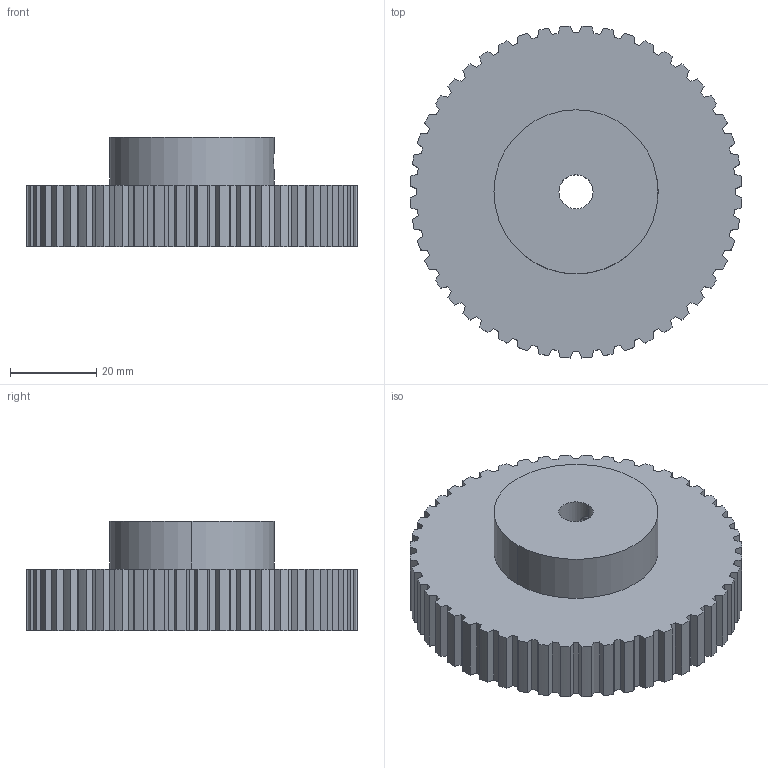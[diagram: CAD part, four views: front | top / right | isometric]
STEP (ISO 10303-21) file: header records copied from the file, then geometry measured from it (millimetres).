
FILE_DESCRIPTION (( 'STEP AP203' ), '1' );
FILE_NAME ('6495K731.step', '2016-12-05T14:26:09', ( 'Admin' ), ( 'McMaster-Carr Supply Co' ), 'SwSTEP 2.0', 'SolidWorks 2010', '' );
FILE_SCHEMA (( 'CONFIG_CONTROL_DESIGN' ));
Length unit declared in the file: inch
Products named in the file (1): 6495K731
Bounding box: 77.06 x 77.06 x 25.4 mm (x, y, z)
Volume: 76005.2 mm3; surface area: 15702.1 mm2
Topology: 1 solids, 1 shells, 216 faces, 628 edges, 416 vertices
Faces by surface type: plane 156, cylinder 56, cone 4
Entity records: 7267 total; most frequent: CARTESIAN_POINT 1373, ORIENTED_EDGE 1256, DIRECTION 1170, EDGE_CURVE 628, VECTOR 512, LINE 512, VERTEX_POINT 416, AXIS2_PLACEMENT_3D 329
